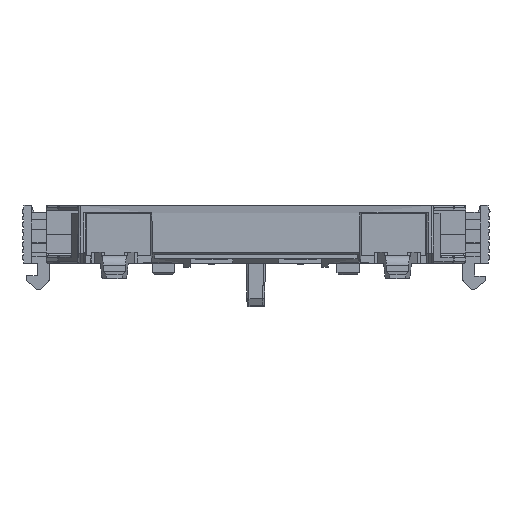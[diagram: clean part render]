
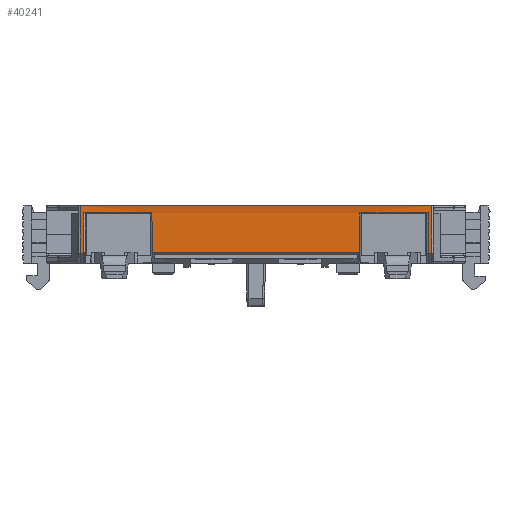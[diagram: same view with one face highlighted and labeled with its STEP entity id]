
A CAD part, front view. The second image highlights one B-rep face of the part: STEP entity #40241.
In plain terms, the highlighted planar face has unit normal (0, -1, 0.005).
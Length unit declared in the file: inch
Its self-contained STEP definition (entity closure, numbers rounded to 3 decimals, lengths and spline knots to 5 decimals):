
#816 = FACE_OUTER_BOUND ( 'NONE', #63636, .T. ) ;
#849 = CARTESIAN_POINT ( 'NONE',  ( -0.71851, -1.97275, 0.25114 ) ) ;
#3876 = CARTESIAN_POINT ( 'NONE',  ( 0.95285, -1.96661, 0.30175 ) ) ;
#3958 = ORIENTED_EDGE ( 'NONE', *, *, #14731, .T. ) ;
#4502 = DIRECTION ( 'NONE',  ( 1., 0., 0. ) ) ;
#4860 = CARTESIAN_POINT ( 'NONE',  ( 1.38169, -1.97325, 0.15582 ) ) ;
#5896 = VECTOR ( 'NONE', #25442, 39.37008 ) ;
#8284 = CARTESIAN_POINT ( 'NONE',  ( 1.38071, -1.97225, 0.34646 ) ) ;
#8981 = CARTESIAN_POINT ( 'NONE',  ( -0.71949, -1.97375, 0.06051 ) ) ;
#9205 = ORIENTED_EDGE ( 'NONE', *, *, #69849, .T. ) ;
#9268 = CARTESIAN_POINT ( 'NONE',  ( -0.69875, -1.97375, 0.06051 ) ) ;
#9708 = CARTESIAN_POINT ( 'NONE',  ( 1.36142, -1.97333, 0.14093 ) ) ;
#9877 = EDGE_CURVE ( 'NONE', #42131, #61439, #45766, .T. ) ;
#10354 = B_SPLINE_CURVE_WITH_KNOTS ( 'NONE', 3,
 ( #23851, #51781, #9708, #71942 ),
 .UNSPECIFIED., .F., .F.,
 ( 4, 4 ),
 ( 0., 1. ),
 .UNSPECIFIED. ) ;
#10721 = CARTESIAN_POINT ( 'NONE',  ( -0.69873, -1.97291, 0.22136 ) ) ;
#11783 = VERTEX_POINT ( 'NONE', #72824 ) ;
#13443 = B_SPLINE_CURVE_WITH_KNOTS ( 'NONE', 3,
 ( #19921, #4860, #89065, #61593 ),
 .UNSPECIFIED., .F., .F.,
 ( 4, 4 ),
 ( 0., 1. ),
 .UNSPECIFIED. ) ;
#13787 = DIRECTION ( 'NONE',  ( 1., 0., 0. ) ) ;
#14731 = EDGE_CURVE ( 'NONE', #61439, #44070, #67323, .T. ) ;
#15507 = CARTESIAN_POINT ( 'NONE',  ( 0.95876, -1.96074, 0.30172 ) ) ;
#17050 = DIRECTION ( 'NONE',  ( 1., 0., 0. ) ) ;
#17083 = VECTOR ( 'NONE', #73687, 39.37008 ) ;
#18046 = B_SPLINE_CURVE_WITH_KNOTS ( 'NONE', 3,
 ( #26672, #67456, #10721, #74777 ),
 .UNSPECIFIED., .F., .F.,
 ( 4, 4 ),
 ( 0., 1. ),
 .UNSPECIFIED. ) ;
#19921 = CARTESIAN_POINT ( 'NONE',  ( 1.38218, -1.97375, 0.06051 ) ) ;
#21096 = CARTESIAN_POINT ( 'NONE',  ( 0.33134, -1.97375, 0.06051 ) ) ;
#21159 = CARTESIAN_POINT ( 'NONE',  ( -0.69872, -1.97248, 0.30178 ) ) ;
#22450 = CARTESIAN_POINT ( 'NONE',  ( 0.95181, -1.96825, 0.06294 ) ) ;
#23851 = CARTESIAN_POINT ( 'NONE',  ( 1.36141, -1.97248, 0.30178 ) ) ;
#24314 = VECTOR ( 'NONE', #17050, 39.37008 ) ;
#25442 = DIRECTION ( 'NONE',  ( 1., 0., 0. ) ) ;
#26295 = ORIENTED_EDGE ( 'NONE', *, *, #52650, .T. ) ;
#26672 = CARTESIAN_POINT ( 'NONE',  ( -0.69875, -1.97375, 0.06051 ) ) ;
#26867 = LINE ( 'NONE', #76334, #29051 ) ;
#26959 = ORIENTED_EDGE ( 'NONE', *, *, #9877, .T. ) ;
#27243 = LINE ( 'NONE', #47871, #5896 ) ;
#27305 = VERTEX_POINT ( 'NONE', #87992 ) ;
#29051 = VECTOR ( 'NONE', #84111, 39.37008 ) ;
#29191 = CARTESIAN_POINT ( 'NONE',  ( 0.95875, -1.96196, 0.06759 ) ) ;
#29573 = CARTESIAN_POINT ( 'NONE',  ( -0.71952, -1.97225, 0.34646 ) ) ;
#30677 = ORIENTED_EDGE ( 'NONE', *, *, #35820, .T. ) ;
#33098 = CARTESIAN_POINT ( 'NONE',  ( -0.29607, -1.96155, 0.14563 ) ) ;
#33736 = ORIENTED_EDGE ( 'NONE', *, *, #74187, .T. ) ;
#35820 = EDGE_CURVE ( 'NONE', #63735, #55495, #18046, .T. ) ;
#36652 = EDGE_CURVE ( 'NONE', #55495, #48085, #27243, .T. ) ;
#39896 = ORIENTED_EDGE ( 'NONE', *, *, #61126, .T. ) ;
#39949 = ORIENTED_EDGE ( 'NONE', *, *, #65845, .F. ) ;
#40241 = ADVANCED_FACE ( 'NONE', ( #816 ), #50202, .T. ) ;
#42131 = VERTEX_POINT ( 'NONE', #8284 ) ;
#42910 = DIRECTION ( 'NONE',  ( 0., -1., 0.005 ) ) ;
#44070 = VERTEX_POINT ( 'NONE', #8981 ) ;
#44601 = VERTEX_POINT ( 'NONE', #50827 ) ;
#44977 = EDGE_CURVE ( 'NONE', #86783, #82342, #75729, .T. ) ;
#45484 = CARTESIAN_POINT ( 'NONE',  ( -0.29607, -1.96196, 0.06759 ) ) ;
#45766 = LINE ( 'NONE', #79684, #17083 ) ;
#46608 = CARTESIAN_POINT ( 'NONE',  ( -0.71802, -1.97225, 0.34646 ) ) ;
#46664 = EDGE_CURVE ( 'NONE', #86783, #27305, #58982, .T. ) ;
#47871 = CARTESIAN_POINT ( 'NONE',  ( 0.33134, -1.97248, 0.30178 ) ) ;
#48085 = VERTEX_POINT ( 'NONE', #59779 ) ;
#50202 = PLANE ( 'NONE',  #63242 ) ;
#50827 = CARTESIAN_POINT ( 'NONE',  ( -0.28913, -1.96825, 0.06294 ) ) ;
#51781 = CARTESIAN_POINT ( 'NONE',  ( 1.36142, -1.97291, 0.22136 ) ) ;
#52650 = EDGE_CURVE ( 'NONE', #27305, #78345, #10354, .T. ) ;
#55495 = VERTEX_POINT ( 'NONE', #21159 ) ;
#56653 = CARTESIAN_POINT ( 'NONE',  ( -0.719, -1.97325, 0.15582 ) ) ;
#56698 = CARTESIAN_POINT ( 'NONE',  ( 0.95875, -1.96155, 0.14563 ) ) ;
#58982 = LINE ( 'NONE', #73612, #88105 ) ;
#59779 = CARTESIAN_POINT ( 'NONE',  ( -0.29017, -1.96661, 0.30175 ) ) ;
#61126 = EDGE_CURVE ( 'NONE', #11783, #42131, #13443, .T. ) ;
#61439 = VERTEX_POINT ( 'NONE', #46608 ) ;
#61593 = CARTESIAN_POINT ( 'NONE',  ( 1.38071, -1.97225, 0.34646 ) ) ;
#62765 = B_SPLINE_CURVE_WITH_KNOTS ( 'NONE', 3,
 ( #45484, #33098, #74781, #75235 ),
 .UNSPECIFIED., .F., .F.,
 ( 4, 4 ),
 ( 0., 1. ),
 .UNSPECIFIED. ) ;
#63242 = AXIS2_PLACEMENT_3D ( 'NONE', #29573, #42910, #77692 ) ;
#63550 = CARTESIAN_POINT ( 'NONE',  ( -0.71802, -1.97225, 0.34646 ) ) ;
#63636 = EDGE_LOOP ( 'NONE', ( #39896, #26959, #3958, #68467, #30677, #68267, #39949, #33736, #64484, #70033, #26295, #9205 ) ) ;
#63735 = VERTEX_POINT ( 'NONE', #9268 ) ;
#64484 = ORIENTED_EDGE ( 'NONE', *, *, #44977, .F. ) ;
#65399 = CARTESIAN_POINT ( 'NONE',  ( 0.95875, -1.96114, 0.22368 ) ) ;
#65845 = EDGE_CURVE ( 'NONE', #44601, #48085, #62765, .T. ) ;
#66478 = LINE ( 'NONE', #87980, #24314 ) ;
#67323 = B_SPLINE_CURVE_WITH_KNOTS ( 'NONE', 3,
 ( #63550, #849, #56653, #84597 ),
 .UNSPECIFIED., .F., .F.,
 ( 4, 4 ),
 ( 0., 1. ),
 .UNSPECIFIED. ) ;
#67456 = CARTESIAN_POINT ( 'NONE',  ( -0.69874, -1.97333, 0.14093 ) ) ;
#68267 = ORIENTED_EDGE ( 'NONE', *, *, #36652, .T. ) ;
#68467 = ORIENTED_EDGE ( 'NONE', *, *, #88682, .T. ) ;
#69849 = EDGE_CURVE ( 'NONE', #78345, #11783, #66478, .T. ) ;
#70033 = ORIENTED_EDGE ( 'NONE', *, *, #46664, .T. ) ;
#71942 = CARTESIAN_POINT ( 'NONE',  ( 1.36143, -1.97375, 0.06051 ) ) ;
#72824 = CARTESIAN_POINT ( 'NONE',  ( 1.38218, -1.97375, 0.06051 ) ) ;
#73612 = CARTESIAN_POINT ( 'NONE',  ( 0.33134, -1.97248, 0.30178 ) ) ;
#73687 = DIRECTION ( 'NONE',  ( -1., 0., 0. ) ) ;
#74187 = EDGE_CURVE ( 'NONE', #44601, #82342, #26867, .T. ) ;
#74777 = CARTESIAN_POINT ( 'NONE',  ( -0.69872, -1.97248, 0.30178 ) ) ;
#74781 = CARTESIAN_POINT ( 'NONE',  ( -0.29607, -1.96114, 0.22368 ) ) ;
#75235 = CARTESIAN_POINT ( 'NONE',  ( -0.29607, -1.96074, 0.30172 ) ) ;
#75729 = B_SPLINE_CURVE_WITH_KNOTS ( 'NONE', 3,
 ( #15507, #65399, #56698, #29191 ),
 .UNSPECIFIED., .F., .F.,
 ( 4, 4 ),
 ( 0., 1. ),
 .UNSPECIFIED. ) ;
#76334 = CARTESIAN_POINT ( 'NONE',  ( -0.28482, -1.97375, 0.06051 ) ) ;
#77692 = DIRECTION ( 'NONE',  ( 0., -0.005, -1. ) ) ;
#78345 = VERTEX_POINT ( 'NONE', #90145 ) ;
#79684 = CARTESIAN_POINT ( 'NONE',  ( 0.33134, -1.97225, 0.34646 ) ) ;
#82342 = VERTEX_POINT ( 'NONE', #22450 ) ;
#83829 = LINE ( 'NONE', #21096, #84047 ) ;
#84047 = VECTOR ( 'NONE', #13787, 39.37008 ) ;
#84111 = DIRECTION ( 'NONE',  ( 1., 0., 0. ) ) ;
#84597 = CARTESIAN_POINT ( 'NONE',  ( -0.71949, -1.97375, 0.06051 ) ) ;
#86783 = VERTEX_POINT ( 'NONE', #3876 ) ;
#87980 = CARTESIAN_POINT ( 'NONE',  ( 1.37166, -1.97375, 0.06051 ) ) ;
#87992 = CARTESIAN_POINT ( 'NONE',  ( 1.36141, -1.97248, 0.30178 ) ) ;
#88105 = VECTOR ( 'NONE', #4502, 39.37008 ) ;
#88682 = EDGE_CURVE ( 'NONE', #44070, #63735, #83829, .T. ) ;
#89065 = CARTESIAN_POINT ( 'NONE',  ( 1.3812, -1.97275, 0.25114 ) ) ;
#90145 = CARTESIAN_POINT ( 'NONE',  ( 1.36143, -1.97375, 0.06051 ) ) ;
